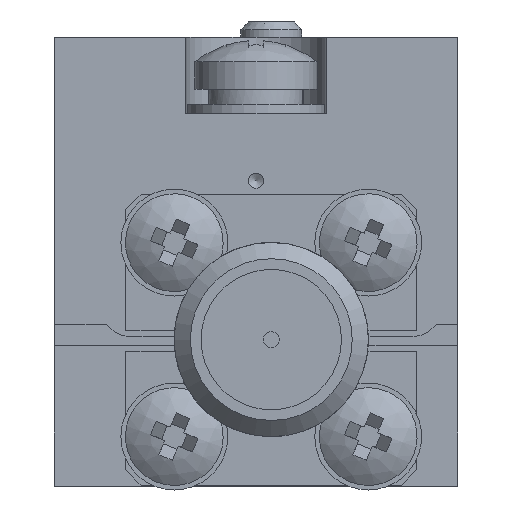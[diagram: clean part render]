
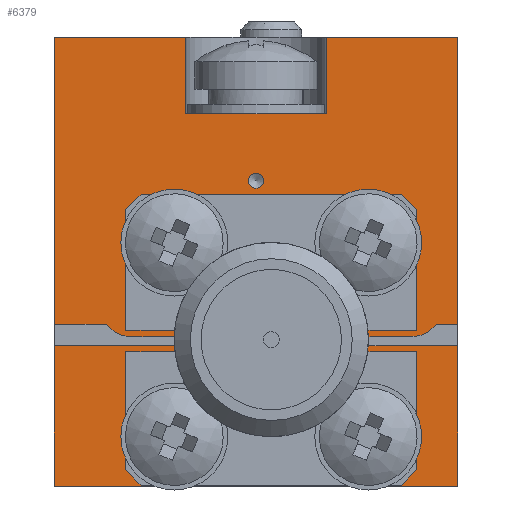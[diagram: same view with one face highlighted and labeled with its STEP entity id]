
A CAD part, left-side view. The second image highlights one B-rep face of the part: STEP entity #6379.
In plain terms, the highlighted planar face has unit normal (-1, 0, 0).
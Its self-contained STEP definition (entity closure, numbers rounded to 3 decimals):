
#6379=ADVANCED_FACE('',(#19091,#19093,#19095,#19097,#19099,#19101),#19103,.F.);
#19091=FACE_BOUND('',#19092,.T.);
#19092=EDGE_LOOP('',(#32480,#32481,#32482,#32483,#32484,#32485,#32486,#32487,#32488,
#32489,#32490,#32491,#32492,#32493,#32494,#32495,#32496,#32497,#32498,#32499));
#19093=FACE_BOUND('',#19094,.T.);
#19094=EDGE_LOOP('',(#32500));
#19095=FACE_BOUND('',#19096,.T.);
#19096=EDGE_LOOP('',(#32501));
#19097=FACE_BOUND('',#19098,.T.);
#19098=EDGE_LOOP('',(#32502));
#19099=FACE_BOUND('',#19100,.T.);
#19100=EDGE_LOOP('',(#32503));
#19101=FACE_BOUND('',#19102,.T.);
#19102=EDGE_LOOP('',(#32504));
#19103=PLANE('',#19104);
#19104=AXIS2_PLACEMENT_3D('',#19105,#19106,#19107);
#19105=CARTESIAN_POINT('',(-27.5,6.6,14.7));
#19106=DIRECTION('',(1.,0.,-0.));
#19107=DIRECTION('',(0.,1.,0.));
#32480=ORIENTED_EDGE('',*,*,#38656,.F.);
#32481=ORIENTED_EDGE('',*,*,#38657,.F.);
#32482=ORIENTED_EDGE('',*,*,#38658,.F.);
#32483=ORIENTED_EDGE('',*,*,#38659,.T.);
#32484=ORIENTED_EDGE('',*,*,#38660,.F.);
#32485=ORIENTED_EDGE('',*,*,#38635,.T.);
#32486=ORIENTED_EDGE('',*,*,#38661,.F.);
#32487=ORIENTED_EDGE('',*,*,#38662,.F.);
#32488=ORIENTED_EDGE('',*,*,#38663,.F.);
#32489=ORIENTED_EDGE('',*,*,#38664,.F.);
#32490=ORIENTED_EDGE('',*,*,#38665,.F.);
#32491=ORIENTED_EDGE('',*,*,#38631,.T.);
#32492=ORIENTED_EDGE('',*,*,#38666,.T.);
#32493=ORIENTED_EDGE('',*,*,#38267,.F.);
#32494=ORIENTED_EDGE('',*,*,#38667,.F.);
#32495=ORIENTED_EDGE('',*,*,#38668,.F.);
#32496=ORIENTED_EDGE('',*,*,#38669,.F.);
#32497=ORIENTED_EDGE('',*,*,#38670,.F.);
#32498=ORIENTED_EDGE('',*,*,#38671,.F.);
#32499=ORIENTED_EDGE('',*,*,#38263,.F.);
#32500=ORIENTED_EDGE('',*,*,#37876,.F.);
#32501=ORIENTED_EDGE('',*,*,#37878,.F.);
#32502=ORIENTED_EDGE('',*,*,#37880,.F.);
#32503=ORIENTED_EDGE('',*,*,#37882,.F.);
#32504=ORIENTED_EDGE('',*,*,#37884,.F.);
#37876=EDGE_CURVE('',#41977,#41977,#41978,.T.);
#37878=EDGE_CURVE('',#41981,#41981,#41982,.T.);
#37880=EDGE_CURVE('',#41985,#41985,#41986,.T.);
#37882=EDGE_CURVE('',#41989,#41989,#41990,.T.);
#37884=EDGE_CURVE('',#41993,#41993,#41994,.T.);
#38263=EDGE_CURVE('',#42750,#42752,#42753,.T.);
#38267=EDGE_CURVE('',#42758,#42760,#42761,.T.);
#38631=EDGE_CURVE('',#43484,#43482,#43485,.T.);
#38635=EDGE_CURVE('',#43492,#43490,#43493,.T.);
#38656=EDGE_CURVE('',#43533,#42750,#43534,.T.);
#38657=EDGE_CURVE('',#43535,#43533,#43536,.T.);
#38658=EDGE_CURVE('',#43537,#43535,#43538,.T.);
#38659=EDGE_CURVE('',#43537,#43539,#43540,.T.);
#38660=EDGE_CURVE('',#43492,#43539,#43541,.T.);
#38661=EDGE_CURVE('',#43542,#43490,#43543,.T.);
#38662=EDGE_CURVE('',#43544,#43542,#43545,.T.);
#38663=EDGE_CURVE('',#43546,#43544,#43547,.T.);
#38664=EDGE_CURVE('',#43548,#43546,#43549,.T.);
#38665=EDGE_CURVE('',#43484,#43548,#43550,.T.);
#38666=EDGE_CURVE('',#43482,#42760,#43551,.T.);
#38667=EDGE_CURVE('',#43552,#42758,#43553,.T.);
#38668=EDGE_CURVE('',#43554,#43552,#43555,.T.);
#38669=EDGE_CURVE('',#43556,#43554,#43557,.T.);
#38670=EDGE_CURVE('',#43558,#43556,#43559,.T.);
#38671=EDGE_CURVE('',#42752,#43558,#43560,.T.);
#41977=VERTEX_POINT('',#53851);
#41978=CIRCLE('',#53852,0.25);
#41981=VERTEX_POINT('',#53962);
#41982=CIRCLE('',#53963,0.625);
#41985=VERTEX_POINT('',#54073);
#41986=CIRCLE('',#54074,0.625);
#41989=VERTEX_POINT('',#54184);
#41990=CIRCLE('',#54185,0.625);
#41993=VERTEX_POINT('',#54295);
#41994=CIRCLE('',#54296,0.625);
#42750=VERTEX_POINT('',#57748);
#42752=VERTEX_POINT('',#57752);
#42753=LINE('',#57753,#57754);
#42758=VERTEX_POINT('',#57764);
#42760=VERTEX_POINT('',#57768);
#42761=LINE('',#57769,#57770);
#43482=VERTEX_POINT('',#63984);
#43484=VERTEX_POINT('',#63988);
#43485=LINE('',#63989,#63990);
#43490=VERTEX_POINT('',#64000);
#43492=VERTEX_POINT('',#64004);
#43493=LINE('',#64005,#64006);
#43533=VERTEX_POINT('',#64087);
#43534=LINE('',#64088,#64089);
#43535=VERTEX_POINT('',#64091);
#43536=LINE('',#64092,#64093);
#43537=VERTEX_POINT('',#64095);
#43538=LINE('',#64096,#64097);
#43539=VERTEX_POINT('',#64099);
#43540=LINE('',#64100,#64101);
#43541=LINE('',#64103,#64104);
#43542=VERTEX_POINT('',#64106);
#43543=LINE('',#64107,#64108);
#43544=VERTEX_POINT('',#64110);
#43545=CIRCLE('',#64111,1.);
#43546=VERTEX_POINT('',#64115);
#43547=LINE('',#64116,#64117);
#43548=VERTEX_POINT('',#64119);
#43549=LINE('',#64120,#64121);
#43550=LINE('',#64123,#64124);
#43551=LINE('',#64126,#64127);
#43552=VERTEX_POINT('',#64129);
#43553=LINE('',#64130,#64131);
#43554=VERTEX_POINT('',#64133);
#43555=LINE('',#64134,#64135);
#43556=VERTEX_POINT('',#64137);
#43557=LINE('',#64138,#64139);
#43558=VERTEX_POINT('',#64141);
#43559=CIRCLE('',#64142,1.);
#43560=LINE('',#64146,#64147);
#53851=CARTESIAN_POINT('',(-27.5,0.,10.25));
#53852=AXIS2_PLACEMENT_3D('',#53853,#53854,#53855);
#53853=CARTESIAN_POINT('',(-27.5,0.,10.));
#53854=DIRECTION('',(-1.,0.,0.));
#53855=DIRECTION('',(0.,0.,-1.));
#53962=CARTESIAN_POINT('',(-27.5,2.675,8.6));
#53963=AXIS2_PLACEMENT_3D('',#53964,#53965,#53966);
#53964=CARTESIAN_POINT('',(-27.5,2.675,7.975));
#53965=DIRECTION('',(-1.,0.,0.));
#53966=DIRECTION('',(-0.,0.,-1.));
#54073=CARTESIAN_POINT('',(-27.5,-3.675,8.6));
#54074=AXIS2_PLACEMENT_3D('',#54075,#54076,#54077);
#54075=CARTESIAN_POINT('',(-27.5,-3.675,7.975));
#54076=DIRECTION('',(-1.,0.,0.));
#54077=DIRECTION('',(-0.,0.,-1.));
#54184=CARTESIAN_POINT('',(-27.5,-3.675,2.25));
#54185=AXIS2_PLACEMENT_3D('',#54186,#54187,#54188);
#54186=CARTESIAN_POINT('',(-27.5,-3.675,1.625));
#54187=DIRECTION('',(-1.,0.,0.));
#54188=DIRECTION('',(-0.,0.,-1.));
#54295=CARTESIAN_POINT('',(-27.5,2.675,2.25));
#54296=AXIS2_PLACEMENT_3D('',#54297,#54298,#54299);
#54297=CARTESIAN_POINT('',(-27.5,2.675,1.625));
#54298=DIRECTION('',(-1.,0.,0.));
#54299=DIRECTION('',(-0.,0.,-1.));
#57748=CARTESIAN_POINT('',(-27.5,-6.6,14.7));
#57752=CARTESIAN_POINT('',(-27.5,-6.6,5.3));
#57753=CARTESIAN_POINT('',(-27.5,-6.6,14.7));
#57754=VECTOR('',#57755,1.);
#57755=DIRECTION('',(0.,0.,-1.));
#57764=CARTESIAN_POINT('',(-27.5,-6.6,4.6));
#57768=CARTESIAN_POINT('',(-27.5,-6.6,0.));
#57769=CARTESIAN_POINT('',(-27.5,-6.6,4.6));
#57770=VECTOR('',#57771,1.);
#57771=DIRECTION('',(0.,0.,-1.));
#63984=CARTESIAN_POINT('',(-27.5,6.6,0.));
#63988=CARTESIAN_POINT('',(-27.5,6.6,4.6));
#63989=CARTESIAN_POINT('',(-27.5,6.6,4.6));
#63990=VECTOR('',#63991,1.);
#63991=DIRECTION('',(0.,0.,-1.));
#64000=CARTESIAN_POINT('',(-27.5,6.6,5.3));
#64004=CARTESIAN_POINT('',(-27.5,6.6,14.7));
#64005=CARTESIAN_POINT('',(-27.5,6.6,14.7));
#64006=VECTOR('',#64007,1.);
#64007=DIRECTION('',(0.,0.,-1.));
#64087=CARTESIAN_POINT('',(-27.5,-2.3,14.7));
#64088=CARTESIAN_POINT('',(-27.5,-2.3,14.7));
#64089=VECTOR('',#64090,1.);
#64090=DIRECTION('',(0.,-1.,0.));
#64091=CARTESIAN_POINT('',(-27.5,-2.3,12.2));
#64092=CARTESIAN_POINT('',(-27.5,-2.3,12.2));
#64093=VECTOR('',#64094,1.);
#64094=DIRECTION('',(0.,0.,1.));
#64095=CARTESIAN_POINT('',(-27.5,2.3,12.2));
#64096=CARTESIAN_POINT('',(-27.5,2.3,12.2));
#64097=VECTOR('',#64098,1.);
#64098=DIRECTION('',(0.,-1.,0.));
#64099=CARTESIAN_POINT('',(-27.5,2.3,14.7));
#64100=CARTESIAN_POINT('',(-27.5,2.3,12.2));
#64101=VECTOR('',#64102,1.);
#64102=DIRECTION('',(0.,0.,1.));
#64103=CARTESIAN_POINT('',(-27.5,6.6,14.7));
#64104=VECTOR('',#64105,1.);
#64105=DIRECTION('',(0.,-1.,0.));
#64106=CARTESIAN_POINT('',(-27.5,4.9,5.3));
#64107=CARTESIAN_POINT('',(-27.5,4.9,5.3));
#64108=VECTOR('',#64109,1.);
#64109=DIRECTION('',(0.,1.,0.));
#64110=CARTESIAN_POINT('',(-27.5,4.1,4.9));
#64111=AXIS2_PLACEMENT_3D('',#64112,#64113,#64114);
#64112=CARTESIAN_POINT('',(-27.5,4.1,5.9));
#64113=DIRECTION('',(1.,0.,0.));
#64114=DIRECTION('',(0.,0.,-1.));
#64115=CARTESIAN_POINT('',(-27.5,2.6,4.9));
#64116=CARTESIAN_POINT('',(-27.5,2.6,4.9));
#64117=VECTOR('',#64118,1.);
#64118=DIRECTION('',(0.,1.,0.));
#64119=CARTESIAN_POINT('',(-27.5,2.6,4.6));
#64120=CARTESIAN_POINT('',(-27.5,2.6,4.6));
#64121=VECTOR('',#64122,1.);
#64122=DIRECTION('',(0.,0.,1.));
#64123=CARTESIAN_POINT('',(-27.5,6.6,4.6));
#64124=VECTOR('',#64125,1.);
#64125=DIRECTION('',(0.,-1.,0.));
#64126=CARTESIAN_POINT('',(-27.5,6.6,0.));
#64127=VECTOR('',#64128,1.);
#64128=DIRECTION('',(0.,-1.,0.));
#64129=CARTESIAN_POINT('',(-27.5,-3.6,4.6));
#64130=CARTESIAN_POINT('',(-27.5,-3.6,4.6));
#64131=VECTOR('',#64132,1.);
#64132=DIRECTION('',(0.,-1.,0.));
#64133=CARTESIAN_POINT('',(-27.5,-3.6,4.9));
#64134=CARTESIAN_POINT('',(-27.5,-3.6,4.9));
#64135=VECTOR('',#64136,1.);
#64136=DIRECTION('',(0.,0.,-1.));
#64137=CARTESIAN_POINT('',(-27.5,-5.1,4.9));
#64138=CARTESIAN_POINT('',(-27.5,-5.1,4.9));
#64139=VECTOR('',#64140,1.);
#64140=DIRECTION('',(0.,1.,0.));
#64141=CARTESIAN_POINT('',(-27.5,-5.9,5.3));
#64142=AXIS2_PLACEMENT_3D('',#64143,#64144,#64145);
#64143=CARTESIAN_POINT('',(-27.5,-5.1,5.9));
#64144=DIRECTION('',(1.,0.,0.));
#64145=DIRECTION('',(0.,-0.8,-0.6));
#64146=CARTESIAN_POINT('',(-27.5,-6.6,5.3));
#64147=VECTOR('',#64148,1.);
#64148=DIRECTION('',(0.,1.,0.));
